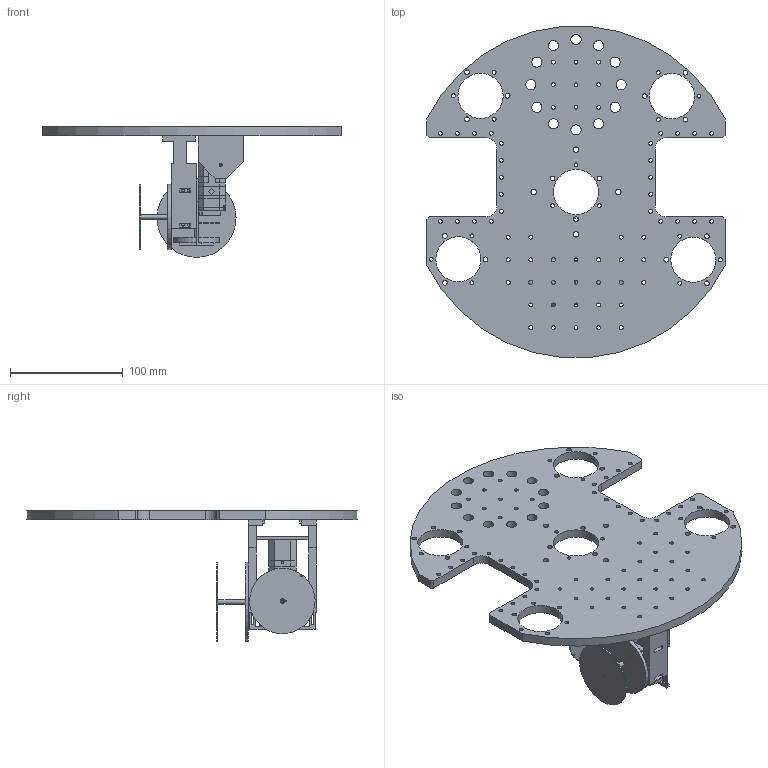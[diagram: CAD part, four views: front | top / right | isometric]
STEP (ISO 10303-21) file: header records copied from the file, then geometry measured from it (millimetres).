
FILE_DESCRIPTION(/* description */ (''),/* implementation_level */ '2;1');
FILE_NAME(/* name */ 'vmag_in_fridge.stp',/* time_stamp */ '2025-07-23T17:11:25+02:00',/* author */ ('gaiadaprato'),/* organization */ (''),/* preprocessor_version */ 'ST-DEVELOPER v19.2',/* originating_system */ 'Autodesk Inventor 2024',/* authorisation */ '');
FILE_SCHEMA (('AUTOMOTIVE_DESIGN { 1 0 10303 214 3 1 1 }'));
Length unit declared in the file: millimetre
Products named in the file (12): Assembly_fridge_new; MXC_Plate_drawing; attocube_holder; sample_holder_test; Bobbin_x_b; Bobbin_y_c; bobbin_support; Bobbin_z; ANPz102_RES; ANPx101_RES; FiberHolder_v1; sample
Assembly tree (12 placements, depth 2):
  Assembly_fridge_new
    MXC_Plate_drawing
    attocube_holder
    sample_holder_test
    Bobbin_x_b
    Bobbin_y_c
    bobbin_support
    Bobbin_z
    ANPx101_RES  x2
    ANPz102_RES
    FiberHolder_v1
    sample
Bounding box: 264 x 292.92 x 115.76 mm (x, y, z)
Volume: 492849.7 mm3; surface area: 206590.7 mm2
Topology: 23 solids, 23 shells, 1042 faces, 2871 edges, 1905 vertices
Faces by surface type: plane 686, cylinder 334, cone 21, torus 1
Full cylindrical faces by diameter (mm): 0.8 x6, 1 x2, 1.25 x1, 1.567 x29, 1.6 x25, 1.7 x1, 2.05 x6, 2.1 x10, 2.2 x3, 2.459 x12, 3.459 x78, 3.5 x4, 4 x3, 4.1 x4, 4.2 x15, 4.3 x4, 4.917 x4, 6 x2, 8 x4, 9 x12, 40 x7, 58 x2, 70 x2
Entity records: 29723 total; most frequent: CARTESIAN_POINT 4859, DIRECTION 4786, ORIENTED_EDGE 4740, EDGE_CURVE 2370, LINE 1734, VECTOR 1734, VERTEX_POINT 1577, AXIS2_PLACEMENT_3D 1526
